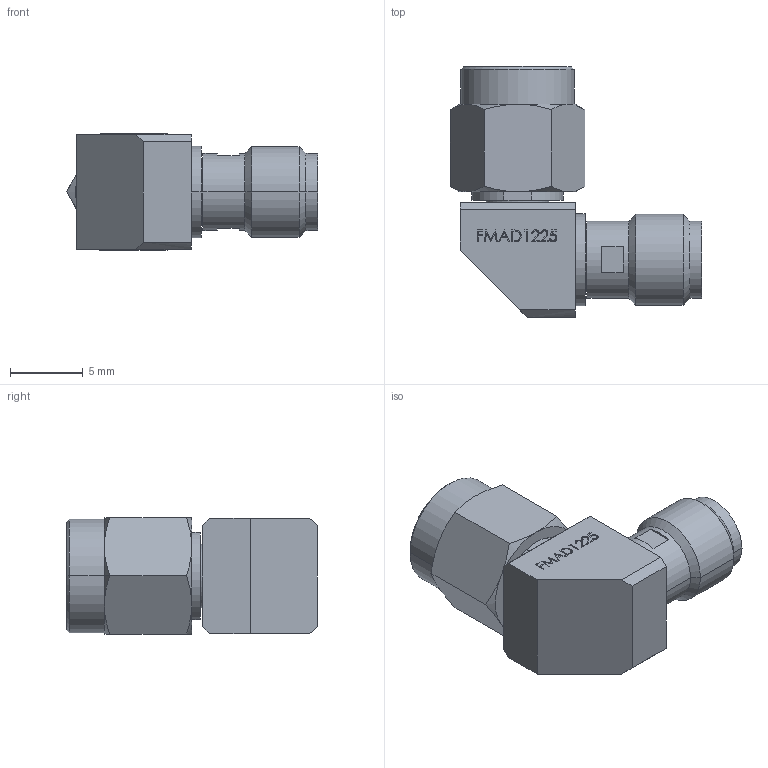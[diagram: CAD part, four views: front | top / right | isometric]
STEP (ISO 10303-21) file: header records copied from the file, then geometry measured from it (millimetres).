
FILE_DESCRIPTION (( 'STEP AP203' ), '1' );
FILE_NAME ('FMAD1225_3D.STEP', '2021-05-05T12:48:17', ( '' ), ( '' ), 'SwSTEP 2.0', 'SolidWorks 2020', '' );
FILE_SCHEMA (( 'CONFIG_CONTROL_DESIGN' ));
Length unit declared in the file: inch
Products named in the file (6): als-pc3pc8.stp; ALS-PC3-TOP.stp; Part11^FMAD1225; FMAD1225_3D; ALS-K8PC8-12-1.stp; ALS-K3K8-3.stp
Assembly tree (5 placements, depth 3):
  FMAD1225_3D
    als-pc3pc8.stp
      ALS-K3K8-3.stp
      ALS-PC3-TOP.stp
      ALS-K8PC8-12-1.stp
    Part11^FMAD1225
Bounding box: 17.26 x 17.24 x 8.02 mm (x, y, z)
Volume: 1112.1 mm3; surface area: 953.7 mm2
Topology: 11 solids, 11 shells, 192 faces, 457 edges, 296 vertices
Faces by surface type: plane 114, cylinder 27, bspline 27, cone 24
Entity records: 7825 total; most frequent: CARTESIAN_POINT 2907, ORIENTED_EDGE 914, DIRECTION 803, EDGE_CURVE 457, VECTOR 299, LINE 299, VERTEX_POINT 296, AXIS2_PLACEMENT_3D 252
